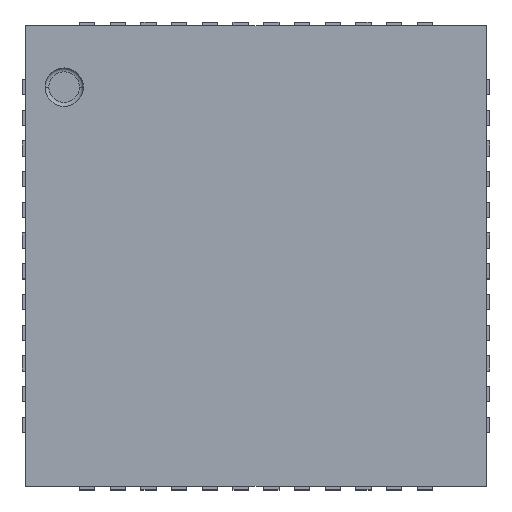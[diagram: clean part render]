
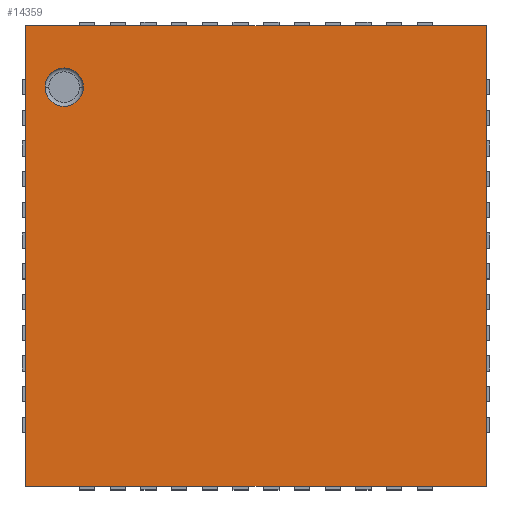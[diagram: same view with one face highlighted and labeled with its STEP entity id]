
A CAD part, top view. The second image highlights one B-rep face of the part: STEP entity #14359.
In plain terms, the highlighted planar face has unit normal (0, 0, 1).
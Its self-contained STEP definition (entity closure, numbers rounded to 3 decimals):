
#14181 = CARTESIAN_POINT ( 'NONE',  ( -2.25, 2.2, 0.9 ) ) ;
#14182 = VERTEX_POINT ( 'NONE', #14181 ) ;
#14190 = CARTESIAN_POINT ( 'NONE',  ( -2.75, 2.2, 0.9 ) ) ;
#14191 = VERTEX_POINT ( 'NONE', #14190 ) ;
#14192 = CARTESIAN_POINT ( 'NONE',  ( -2.5, 2.2, 0.9 ) ) ;
#14193 = DIRECTION ( 'NONE',  ( 0., 0., 1. ) ) ;
#14194 = DIRECTION ( 'NONE',  ( -1., 0., 0. ) ) ;
#14195 = AXIS2_PLACEMENT_3D ( 'NONE', #14192, #14193, #14194 ) ;
#14196 = CIRCLE ( 'NONE', #14195, 0.25) ;
#14197 = EDGE_CURVE ( 'NONE', #14182, #14191, #14196, .T. ) ;
#14224 = CARTESIAN_POINT ( 'NONE',  ( -3., 3., 0.9 ) ) ;
#14225 = VERTEX_POINT ( 'NONE', #14224 ) ;
#14232 = CARTESIAN_POINT ( 'NONE',  ( 3., 3., 0.9 ) ) ;
#14233 = VERTEX_POINT ( 'NONE', #14232 ) ;
#14234 = CARTESIAN_POINT ( 'NONE',  ( -3., 3., 0.9 ) ) ;
#14235 = DIRECTION ( 'NONE',  ( -1., 0., 0. ) ) ;
#14236 = VECTOR ( 'NONE', #14235, 1000. ) ;
#14237 = LINE ( 'NONE', #14234, #14236 ) ;
#14238 = EDGE_CURVE ( 'NONE', #14233, #14225, #14237, .T. ) ;
#14262 = CARTESIAN_POINT ( 'NONE',  ( -3., -3., 0.9 ) ) ;
#14263 = VERTEX_POINT ( 'NONE', #14262 ) ;
#14270 = CARTESIAN_POINT ( 'NONE',  ( -3., -3., 0.9 ) ) ;
#14271 = DIRECTION ( 'NONE',  ( 0., -1., 0. ) ) ;
#14272 = VECTOR ( 'NONE', #14271, 1000. ) ;
#14273 = LINE ( 'NONE', #14270, #14272 ) ;
#14274 = EDGE_CURVE ( 'NONE', #14225, #14263, #14273, .T. ) ;
#14293 = CARTESIAN_POINT ( 'NONE',  ( 3., -3., 0.9 ) ) ;
#14294 = VERTEX_POINT ( 'NONE', #14293 ) ;
#14301 = CARTESIAN_POINT ( 'NONE',  ( -3., -3., 0.9 ) ) ;
#14302 = DIRECTION ( 'NONE',  ( 1., 0., 0. ) ) ;
#14303 = VECTOR ( 'NONE', #14302, 1000. ) ;
#14304 = LINE ( 'NONE', #14301, #14303 ) ;
#14305 = EDGE_CURVE ( 'NONE', #14263, #14294, #14304, .T. ) ;
#14323 = CARTESIAN_POINT ( 'NONE',  ( 3., -3., 0.9 ) ) ;
#14324 = DIRECTION ( 'NONE',  ( 0., 1., 0. ) ) ;
#14325 = VECTOR ( 'NONE', #14324, 1000. ) ;
#14326 = LINE ( 'NONE', #14323, #14325 ) ;
#14327 = EDGE_CURVE ( 'NONE', #14294, #14233, #14326, .T. ) ;
#14338 = CARTESIAN_POINT ( 'NONE',  ( -2.5, 2.2, 0.9 ) ) ;
#14339 = DIRECTION ( 'NONE',  ( 0., 0., 1. ) ) ;
#14340 = DIRECTION ( 'NONE',  ( -1., 0., 0. ) ) ;
#14341 = AXIS2_PLACEMENT_3D ( 'NONE', #14338, #14339, #14340 ) ;
#14342 = CIRCLE ( 'NONE', #14341, 0.25) ;
#14343 = EDGE_CURVE ( 'NONE', #14191, #14182, #14342, .T. ) ;
#14344 = ORIENTED_EDGE ( 'NONE', *, *, #14343, .F. ) ;
#14345 = ORIENTED_EDGE ( 'NONE', *, *, #14197, .F. ) ;
#14346 = EDGE_LOOP ( 'NONE', ( #14344, #14345 ) ) ;
#14347 = FACE_BOUND ( 'NONE', #14346, .T. ) ;
#14348 = ORIENTED_EDGE ( 'NONE', *, *, #14238, .T. ) ;
#14349 = ORIENTED_EDGE ( 'NONE', *, *, #14274, .T. ) ;
#14350 = ORIENTED_EDGE ( 'NONE', *, *, #14305, .T. ) ;
#14351 = ORIENTED_EDGE ( 'NONE', *, *, #14327, .T. ) ;
#14352 = EDGE_LOOP ( 'NONE', ( #14348, #14349, #14350, #14351 ) ) ;
#14353 = FACE_OUTER_BOUND ( 'NONE', #14352, .T. ) ;
#14354 = CARTESIAN_POINT ( 'NONE',  ( 0., 0., 0.9 ) ) ;
#14355 = DIRECTION ( 'NONE',  ( 0., 0., 1. ) ) ;
#14356 = DIRECTION ( 'NONE',  ( -1., 0., 0. ) ) ;
#14357 = AXIS2_PLACEMENT_3D ( 'NONE', #14354, #14355, #14356 ) ;
#14358 = PLANE ( 'NONE', #14357 ) ;
#14359 = ADVANCED_FACE ( 'NONE', ( #14347, #14353 ), #14358, .T. ) ;
